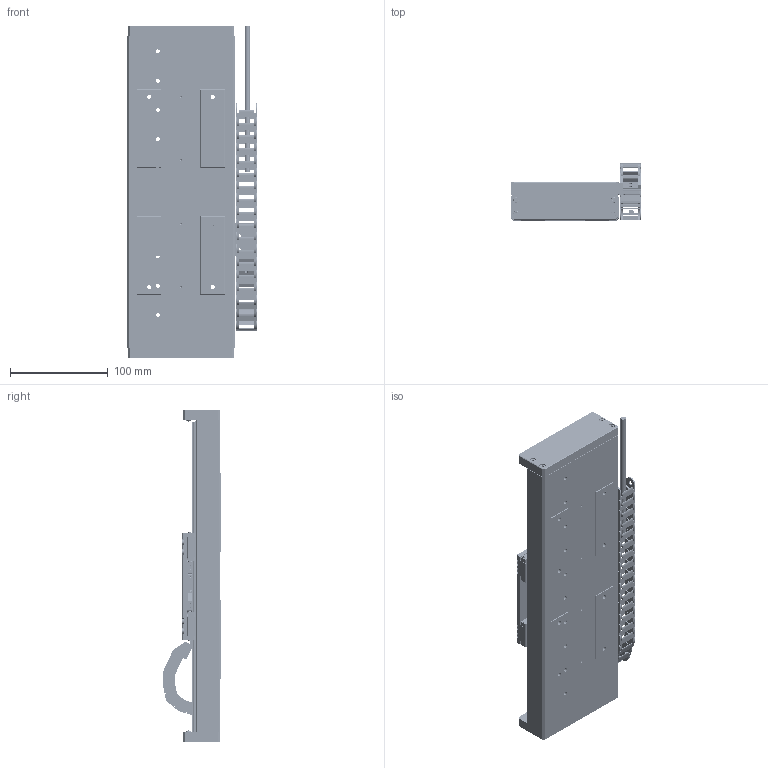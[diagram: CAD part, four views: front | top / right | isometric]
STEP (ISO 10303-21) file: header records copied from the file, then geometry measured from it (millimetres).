
FILE_DESCRIPTION (( 'STEP AP214' ), '1' );
FILE_NAME ('PPS-110-323X0.STEP', '2023-03-02T19:41:45', ( '' ), ( '' ), 'SwSTEP 2.0', 'SolidWorks 2020', '' );
FILE_SCHEMA (( 'AUTOMOTIVE_DESIGN' ));
Length unit declared in the file: millimetre
Products named in the file (42): 2018_11_12__21-01-27-700_4; RubberBall; 2018_11_12__21-01-27-700_12; 2018_11_12__21-01-27-700_13; 2018_11_12__21-01-27-700_9; PPS-110 Carriage Demo Assembly_2022_Linear Motor Carriage; 2018_11_12__21-01-27-700_23; Screw, SHCS-L, M-DIN_M3 x 0.5 x 06mm; Linear Motor Demo; 2018_11_12__21-01-27-700_21; 2018_11_12__21-01-27-700_17; Screw, SHCS-S, M-DIN._M3 x 0.5 x 08mm; 2018_11_12__21-01-27-700_6; 2018_11_12__21-01-27-700_24; 0_338m_047_16_018_0_4_200mm; PPS-110-323X0; 430712 PPS-110, End Plate, Linear Motor; 130242 Bearing, Slide Rail, PPS-110 (SEBS9B Track)_200mm; 2018_11_12__21-01-27-700_26; 2018_11_12__21-01-27-700; 2018_11_12__21-01-27-700_18; 2018_11_12__21-01-27-700_8; PPS-110, Base, Master Part_200mm Linear; PPS-110 Base Demo Assembly_2022_200mm Travel Linear Motor; 2018_11_12__21-01-27-700_22; 2018_11_12__21-01-27-700_20; 2018_11_12__21-01-27-700_25; Cable Chain exit cable_big; 430710 PPS-110, Carriage, L110, Linear and Stepper Motor; 431143 PPS-110, Igus Chain Bracket, 047 Series; 2018_11_12__21-01-27-700_16; 130242 Bearing, Slide Rail, PPS-110 (SEBS9B Slide); 2018_11_12__21-01-27-700_19; 2018_11_12__21-01-27-700_5; 2018_11_12__21-01-27-700_15; 2018_11_12__21-01-27-700_14; 430714 PPS-110, Carriage Cable Cover; 2018_11_12__21-01-27-700_2; Screw, SHCS-S, M-DIN._M3 x 0.5 x 10mm; 2018_11_12__21-01-27-700_11 ...
Assembly tree (108 placements, depth 3):
  PPS-110-323X0
    PPS-110 Base Demo Assembly_2022_200mm Travel Linear Motor
      PPS-110, Base, Master Part_200mm Linear
      Screw, SHCS-S, M-DIN._M3 x 0.5 x 08mm  x32
      130242 Bearing, Slide Rail, PPS-110 (SEBS9B Track)_200mm  x2
      RubberBall  x4
      430712 PPS-110, End Plate, Linear Motor  x2
      Screw, SHCS-S, M-DIN._M3 x 0.5 x 10mm  x8
    PPS-110 Carriage Demo Assembly_2022_Linear Motor Carriage
      430710 PPS-110, Carriage, L110, Linear and Stepper Motor
      430714 PPS-110, Carriage Cable Cover
      SCREW, MS-PPH, M-JCIS 1_M1.6 x 0.35 x 3mm  x6
      130242 Bearing, Slide Rail, PPS-110 (SEBS9B Slide)  x4
      Screw, SHCS-L, M-DIN_M3 x 0.5 x 06mm  x16
    0_338m_047_16_018_0_4_200mm
      2018_11_12__21-01-27-700
      2018_11_12__21-01-27-700_2
      2018_11_12__21-01-27-700_4
      2018_11_12__21-01-27-700_5
      2018_11_12__21-01-27-700_6
      2018_11_12__21-01-27-700_8
      2018_11_12__21-01-27-700_9
      2018_11_12__21-01-27-700_11
      2018_11_12__21-01-27-700_12
      2018_11_12__21-01-27-700_13
      2018_11_12__21-01-27-700_14
      2018_11_12__21-01-27-700_15
      2018_11_12__21-01-27-700_16
      2018_11_12__21-01-27-700_17
      2018_11_12__21-01-27-700_18
      2018_11_12__21-01-27-700_19
      2018_11_12__21-01-27-700_20
      2018_11_12__21-01-27-700_21
      2018_11_12__21-01-27-700_22
      2018_11_12__21-01-27-700_23
      2018_11_12__21-01-27-700_24
      2018_11_12__21-01-27-700_25
      2018_11_12__21-01-27-700_26
      2018_11_13__02-00-41-543 (mounting piece)
    431143 PPS-110, Igus Chain Bracket, 047 Series
    Cable Chain exit cable_big
    Linear Motor Demo  x2
Bounding box: 133.25 x 59.34 x 340 mm (x, y, z)
Volume: 895670.3 mm3; surface area: 337262.4 mm2
Topology: 105 solids, 105 shells, 5627 faces, 14116 edges, 8855 vertices
Faces by surface type: plane 3028, cylinder 1677, torus 484, cone 430, sphere 8
Entity records: 124364 total; most frequent: CARTESIAN_POINT 17818, DIRECTION 17793, ORIENTED_EDGE 17202, EDGE_CURVE 8601, AXIS2_PLACEMENT_3D 5935, VECTOR 5923, LINE 5923, VERTEX_POINT 5636
